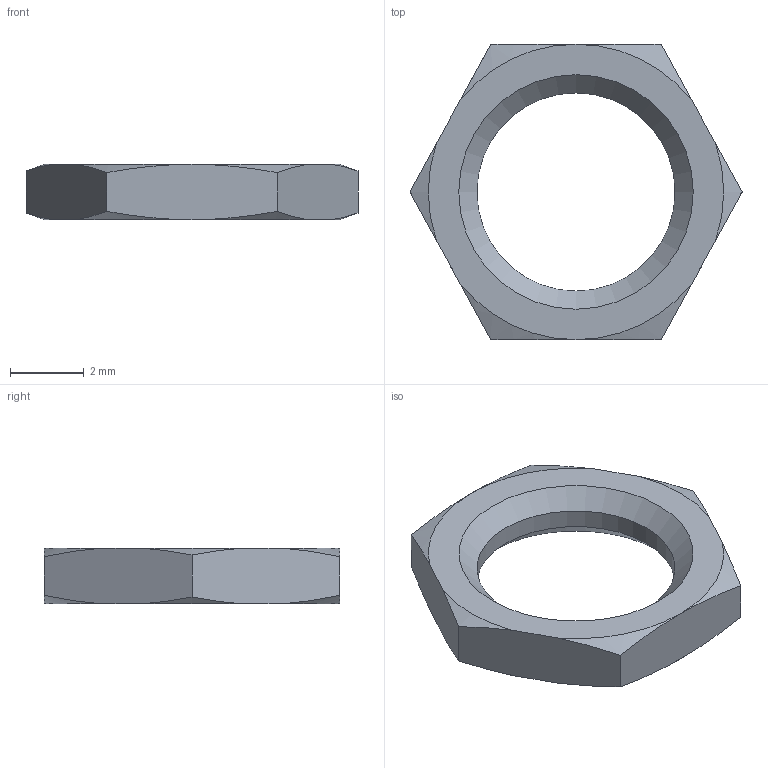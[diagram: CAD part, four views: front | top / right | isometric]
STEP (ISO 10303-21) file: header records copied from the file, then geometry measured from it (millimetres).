
FILE_DESCRIPTION(/* description */ (''),/* implementation_level */ '2;1');
FILE_NAME(/* name */ '_AT513H.ipt.step',/* time_stamp */ '2015-01-02T19:20:20-08:00',/* author */ ('Philip'),/* organization */ (''),/* preprocessor_version */ 'ST-DEVELOPER v15.6',/* originating_system */ 'Autodesk Inventor 2015',/* authorisation */ '');
FILE_SCHEMA (('AUTOMOTIVE_DESIGN { 1 0 10303 214 3 1 1 }'));
Length unit declared in the file: inch
Products named in the file (1): _AT513H
Bounding box: 8.99 x 8 x 1.5 mm (x, y, z)
Volume: 42.8 mm3; surface area: 117.9 mm2
Topology: 1 solids, 1 shells, 23 faces, 57 edges, 36 vertices
Faces by surface type: cone 14, plane 8, cylinder 1
Full cylindrical faces by diameter (mm): 5.367 x1
Entity records: 677 total; most frequent: CARTESIAN_POINT 162, ORIENTED_EDGE 108, DIRECTION 94, EDGE_CURVE 54, AXIS2_PLACEMENT_3D 40, VERTEX_POINT 36, EDGE_LOOP 28, FACE_OUTER_BOUND 23
